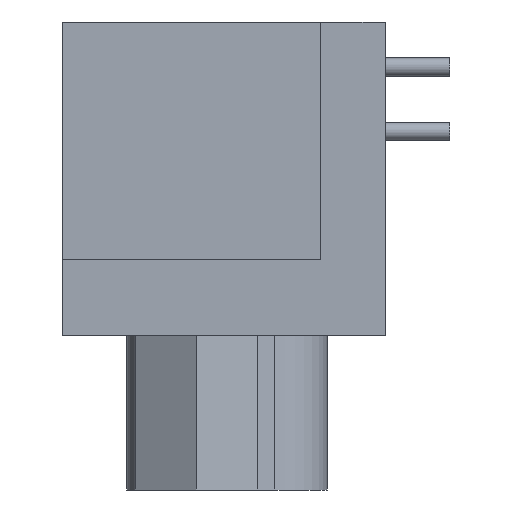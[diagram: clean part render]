
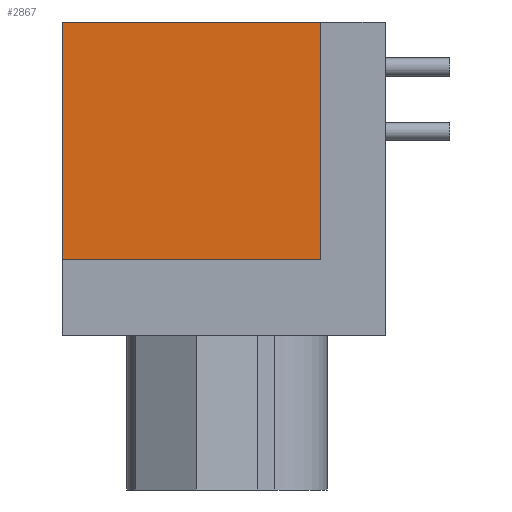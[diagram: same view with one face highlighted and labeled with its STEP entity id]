
A CAD part, left-side view. The second image highlights one B-rep face of the part: STEP entity #2867.
In plain terms, the highlighted planar face has unit normal (-1, 0, 0).
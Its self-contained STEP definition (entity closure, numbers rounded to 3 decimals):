
#842 = DIRECTION ( 'NONE',  ( 0., 0., 1. ) ) ;
#843 = VECTOR ( 'NONE', #842, 1000. ) ;
#844 = CARTESIAN_POINT ( 'NONE',  ( -3.805, 2.54, -7.56 ) ) ;
#845 = LINE ( 'NONE', #844, #843 ) ;
#931 = PLANE ( 'NONE',  #932 ) ;
#932 = AXIS2_PLACEMENT_3D ( 'NONE', #958, #957, #956 ) ;
#937 = FACE_OUTER_BOUND ( 'NONE', #2807, .T. ) ;
#956 = DIRECTION ( 'NONE',  ( 0., 1., 0. ) ) ;
#957 = DIRECTION ( 'NONE',  ( 1., 0., 0. ) ) ;
#958 = CARTESIAN_POINT ( 'NONE',  ( -3.805, 12.7, -7.56 ) ) ;
#965 = CARTESIAN_POINT ( 'NONE',  ( -3.805, 2.54, -7.56 ) ) ;
#966 = DIRECTION ( 'NONE',  ( 0., 1., 0. ) ) ;
#967 = VECTOR ( 'NONE', #966, 1000. ) ;
#968 = CARTESIAN_POINT ( 'NONE',  ( -3.805, 12.7, -7.56 ) ) ;
#969 = LINE ( 'NONE', #968, #967 ) ;
#1494 = DIRECTION ( 'NONE',  ( 0., 0., 1. ) ) ;
#1495 = VECTOR ( 'NONE', #1494, 1000. ) ;
#1496 = CARTESIAN_POINT ( 'NONE',  ( -3.805, 12.7, -7.56 ) ) ;
#1497 = LINE ( 'NONE', #1496, #1495 ) ;
#1498 = CARTESIAN_POINT ( 'NONE',  ( -3.805, 12.7, -7.56 ) ) ;
#2468 = CARTESIAN_POINT ( 'NONE',  ( -3.805, 12.7, 1.77 ) ) ;
#2469 = LINE ( 'NONE', #2526, #2525 ) ;
#2523 = CARTESIAN_POINT ( 'NONE',  ( -3.805, 2.54, 1.77 ) ) ;
#2524 = DIRECTION ( 'NONE',  ( 0., 1., 0. ) ) ;
#2525 = VECTOR ( 'NONE', #2524, 1000. ) ;
#2526 = CARTESIAN_POINT ( 'NONE',  ( -3.805, 12.7, 1.77 ) ) ;
#2787 = ORIENTED_EDGE ( 'NONE', *, *, #5215, .T. ) ;
#2807 = EDGE_LOOP ( 'NONE', ( #2787, #2886, #2848, #2808 ) ) ;
#2808 = ORIENTED_EDGE ( 'NONE', *, *, #2809, .T. ) ;
#2809 = EDGE_CURVE ( 'NONE', #2850, #5216, #845, .T. ) ;
#2848 = ORIENTED_EDGE ( 'NONE', *, *, #2849, .F. ) ;
#2849 = EDGE_CURVE ( 'NONE', #2850, #4581, #969, .T. ) ;
#2850 = VERTEX_POINT ( 'NONE', #965 ) ;
#2867 = ADVANCED_FACE ( 'NONE', ( #937 ), #931, .F. ) ;
#2886 = ORIENTED_EDGE ( 'NONE', *, *, #4583, .F. ) ;
#4581 = VERTEX_POINT ( 'NONE', #1498 ) ;
#4583 = EDGE_CURVE ( 'NONE', #4581, #5213, #1497, .T. ) ;
#5213 = VERTEX_POINT ( 'NONE', #2468 ) ;
#5215 = EDGE_CURVE ( 'NONE', #5216, #5213, #2469, .T. ) ;
#5216 = VERTEX_POINT ( 'NONE', #2523 ) ;
